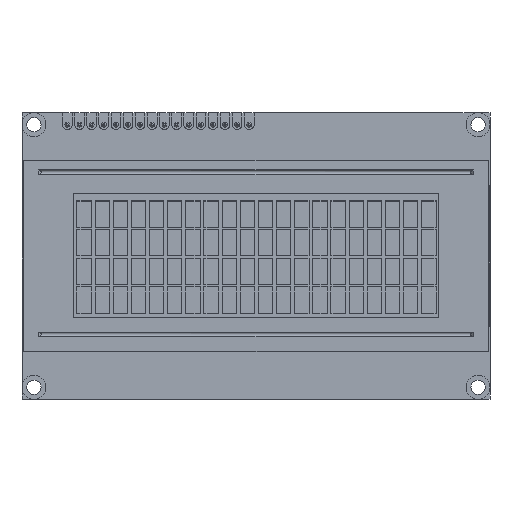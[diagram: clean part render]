
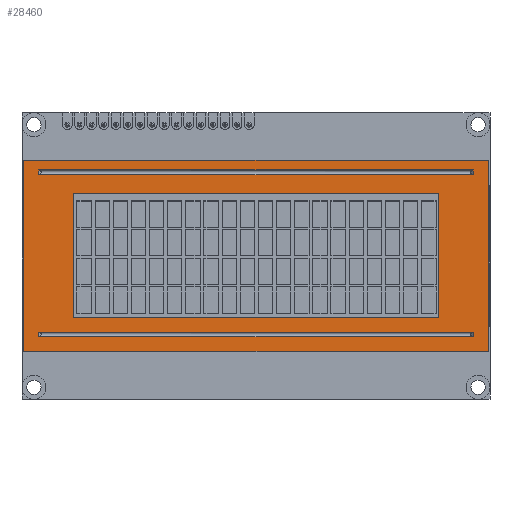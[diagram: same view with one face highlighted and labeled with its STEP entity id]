
A CAD part, top view. The second image highlights one B-rep face of the part: STEP entity #28460.
In plain terms, the highlighted planar face has unit normal (0, 0, 1).
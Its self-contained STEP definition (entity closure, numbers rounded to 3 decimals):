
#308=FACE_BOUND('',#11337,.T.);
#309=FACE_BOUND('',#11338,.T.);
#310=FACE_BOUND('',#11339,.T.);
#561=PLANE('',#30187);
#2755=LINE('',#40752,#5784);
#2756=LINE('',#40755,#5785);
#2757=LINE('',#40761,#5786);
#2758=LINE('',#40764,#5787);
#3145=LINE('',#41569,#6174);
#3318=LINE('',#42000,#6347);
#3320=LINE('',#42004,#6349);
#3321=LINE('',#42006,#6350);
#3322=LINE('',#42008,#6351);
#3323=LINE('',#42009,#6352);
#3324=LINE('',#42010,#6353);
#3325=LINE('',#42011,#6354);
#3326=LINE('',#42014,#6355);
#3327=LINE('',#42016,#6356);
#3328=LINE('',#42018,#6357);
#3329=LINE('',#42019,#6358);
#5784=VECTOR('',#32435,1000.);
#5785=VECTOR('',#32438,1000.);
#5786=VECTOR('',#32443,1000.);
#5787=VECTOR('',#32446,1000.);
#6174=VECTOR('',#32871,1000.);
#6347=VECTOR('',#33104,1000.);
#6349=VECTOR('',#33108,1000.);
#6350=VECTOR('',#33111,1000.);
#6351=VECTOR('',#33114,1000.);
#6352=VECTOR('',#33115,1000.);
#6353=VECTOR('',#33116,1000.);
#6354=VECTOR('',#33117,1000.);
#6355=VECTOR('',#33118,1000.);
#6356=VECTOR('',#33119,1000.);
#6357=VECTOR('',#33120,1000.);
#6358=VECTOR('',#33121,1000.);
#9735=FACE_OUTER_BOUND('',#11336,.T.);
#11336=EDGE_LOOP('',(#21120,#21121,#21122,#21123));
#11337=EDGE_LOOP('',(#21124,#21125,#21126,#21127));
#11338=EDGE_LOOP('',(#21128,#21129,#21130,#21131));
#11339=EDGE_LOOP('',(#21132,#21133,#21134,#21135));
#13505=VERTEX_POINT('',#40748);
#13506=VERTEX_POINT('',#40749);
#13507=VERTEX_POINT('',#40751);
#13508=VERTEX_POINT('',#40753);
#13509=VERTEX_POINT('',#40757);
#13510=VERTEX_POINT('',#40758);
#13511=VERTEX_POINT('',#40760);
#13512=VERTEX_POINT('',#40762);
#13910=VERTEX_POINT('',#41566);
#13911=VERTEX_POINT('',#41568);
#14049=VERTEX_POINT('',#41998);
#14050=VERTEX_POINT('',#42002);
#14051=VERTEX_POINT('',#42012);
#14052=VERTEX_POINT('',#42013);
#14053=VERTEX_POINT('',#42015);
#14054=VERTEX_POINT('',#42017);
#16312=EDGE_CURVE('',#13506,#13507,#2755,.T.);
#16314=EDGE_CURVE('',#13508,#13505,#2756,.T.);
#16316=EDGE_CURVE('',#13510,#13511,#2757,.T.);
#16318=EDGE_CURVE('',#13512,#13509,#2758,.T.);
#16721=EDGE_CURVE('',#13911,#13910,#3145,.T.);
#16915=EDGE_CURVE('',#13910,#14049,#3318,.T.);
#16917=EDGE_CURVE('',#14049,#14050,#3320,.T.);
#16918=EDGE_CURVE('',#14050,#13911,#3321,.T.);
#16919=EDGE_CURVE('',#13508,#13507,#3322,.T.);
#16920=EDGE_CURVE('',#13506,#13505,#3323,.T.);
#16921=EDGE_CURVE('',#13512,#13511,#3324,.T.);
#16922=EDGE_CURVE('',#13510,#13509,#3325,.T.);
#16923=EDGE_CURVE('',#14051,#14052,#3326,.T.);
#16924=EDGE_CURVE('',#14053,#14051,#3327,.T.);
#16925=EDGE_CURVE('',#14054,#14053,#3328,.T.);
#16926=EDGE_CURVE('',#14052,#14054,#3329,.T.);
#21120=ORIENTED_EDGE('',*,*,#16721,.T.);
#21121=ORIENTED_EDGE('',*,*,#16915,.T.);
#21122=ORIENTED_EDGE('',*,*,#16917,.T.);
#21123=ORIENTED_EDGE('',*,*,#16918,.T.);
#21124=ORIENTED_EDGE('',*,*,#16314,.F.);
#21125=ORIENTED_EDGE('',*,*,#16919,.T.);
#21126=ORIENTED_EDGE('',*,*,#16312,.F.);
#21127=ORIENTED_EDGE('',*,*,#16920,.T.);
#21128=ORIENTED_EDGE('',*,*,#16318,.F.);
#21129=ORIENTED_EDGE('',*,*,#16921,.T.);
#21130=ORIENTED_EDGE('',*,*,#16316,.F.);
#21131=ORIENTED_EDGE('',*,*,#16922,.T.);
#21132=ORIENTED_EDGE('',*,*,#16923,.F.);
#21133=ORIENTED_EDGE('',*,*,#16924,.F.);
#21134=ORIENTED_EDGE('',*,*,#16925,.F.);
#21135=ORIENTED_EDGE('',*,*,#16926,.F.);
#28460=ADVANCED_FACE('',(#9735,#308,#309,#310),#561,.T.);
#30187=AXIS2_PLACEMENT_3D('',#42007,#33112,#33113);
#32435=DIRECTION('',(1.,0.,0.));
#32438=DIRECTION('',(-1.,0.,0.));
#32443=DIRECTION('',(1.,0.,0.));
#32446=DIRECTION('',(-1.,0.,0.));
#32871=DIRECTION('',(0.,1.,0.));
#33104=DIRECTION('',(-1.,0.,0.));
#33108=DIRECTION('',(0.,-1.,0.));
#33111=DIRECTION('',(1.,0.,0.));
#33112=DIRECTION('center_axis',(0.,0.,1.));
#33113=DIRECTION('ref_axis',(1.,0.,0.));
#33114=DIRECTION('',(0.,-1.,0.));
#33115=DIRECTION('',(0.,1.,0.));
#33116=DIRECTION('',(0.,-1.,0.));
#33117=DIRECTION('',(0.,1.,0.));
#33118=DIRECTION('',(0.,1.,0.));
#33119=DIRECTION('',(1.,0.,0.));
#33120=DIRECTION('',(0.,-1.,0.));
#33121=DIRECTION('',(-1.,0.,0.));
#40748=CARTESIAN_POINT('',(-45.5,-15.942,11.6));
#40749=CARTESIAN_POINT('',(-45.5,-16.942,11.6));
#40751=CARTESIAN_POINT('',(45.5,-16.942,11.6));
#40752=CARTESIAN_POINT('',(-45.,-16.942,11.6));
#40753=CARTESIAN_POINT('',(45.5,-15.942,11.6));
#40755=CARTESIAN_POINT('',(-45.,-15.942,11.6));
#40757=CARTESIAN_POINT('',(-45.5,17.993,11.6));
#40758=CARTESIAN_POINT('',(-45.5,16.993,11.6));
#40760=CARTESIAN_POINT('',(45.5,16.993,11.6));
#40761=CARTESIAN_POINT('',(-45.,16.993,11.6));
#40762=CARTESIAN_POINT('',(45.5,17.993,11.6));
#40764=CARTESIAN_POINT('',(-45.,17.993,11.6));
#41566=CARTESIAN_POINT('',(48.6,20.,11.6));
#41568=CARTESIAN_POINT('',(48.6,-20.,11.6));
#41569=CARTESIAN_POINT('',(48.6,20.,11.6));
#41998=CARTESIAN_POINT('',(-48.6,20.,11.6));
#42000=CARTESIAN_POINT('',(-48.6,20.,11.6));
#42002=CARTESIAN_POINT('',(-48.6,-20.,11.6));
#42004=CARTESIAN_POINT('',(-48.6,20.,11.6));
#42006=CARTESIAN_POINT('',(-48.6,-20.,11.6));
#42007=CARTESIAN_POINT('Origin',(0.,0.,11.6));
#42008=CARTESIAN_POINT('',(45.5,-16.942,11.6));
#42009=CARTESIAN_POINT('',(-45.5,0.,11.6));
#42010=CARTESIAN_POINT('',(45.5,16.993,11.6));
#42011=CARTESIAN_POINT('',(-45.5,0.,11.6));
#42012=CARTESIAN_POINT('',(38.25,-13.,11.6));
#42013=CARTESIAN_POINT('',(38.25,13.,11.6));
#42014=CARTESIAN_POINT('',(38.25,13.,11.6));
#42015=CARTESIAN_POINT('',(-38.25,-13.,11.6));
#42016=CARTESIAN_POINT('',(-38.25,-13.,11.6));
#42017=CARTESIAN_POINT('',(-38.25,13.,11.6));
#42018=CARTESIAN_POINT('',(-38.25,13.,11.6));
#42019=CARTESIAN_POINT('',(-38.25,13.,11.6));
